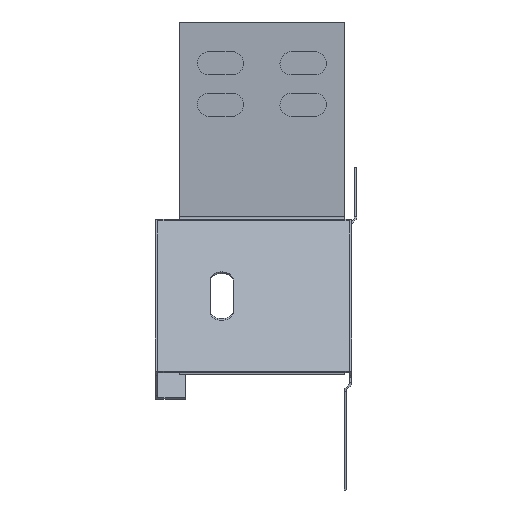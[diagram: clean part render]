
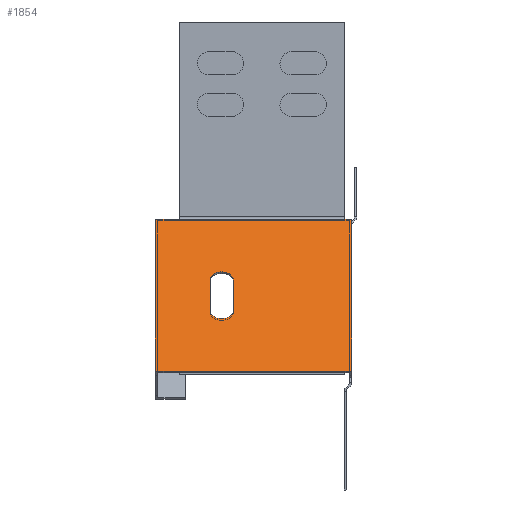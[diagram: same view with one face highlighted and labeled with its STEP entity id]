
A CAD part, left-side view. The second image highlights one B-rep face of the part: STEP entity #1854.
In plain terms, the highlighted planar face has unit normal (-0.707, 0, 0.707).
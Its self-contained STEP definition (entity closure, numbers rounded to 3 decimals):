
#50 = VECTOR ( 'NONE', #3704, 1000. ) ;
#88 = LINE ( 'NONE', #2394, #50 ) ;
#115 = ORIENTED_EDGE ( 'NONE', *, *, #4268, .T. ) ;
#131 = CARTESIAN_POINT ( 'NONE',  ( -195.371, 57., -62.053 ) ) ;
#177 = CARTESIAN_POINT ( 'NONE',  ( -66.659, 0., 66.659 ) ) ;
#178 = ORIENTED_EDGE ( 'NONE', *, *, #4469, .T. ) ;
#274 = CARTESIAN_POINT ( 'NONE',  ( -66.659, 58.7, 66.659 ) ) ;
#375 = AXIS2_PLACEMENT_3D ( 'NONE', #3090, #3436, #3462 ) ;
#409 = AXIS2_PLACEMENT_3D ( 'NONE', #4735, #4711, #4685 ) ;
#440 = DIRECTION ( 'NONE',  ( -0.707, 0., -0.707 ) ) ;
#694 = VERTEX_POINT ( 'NONE', #1215 ) ;
#703 = ORIENTED_EDGE ( 'NONE', *, *, #4481, .F. ) ;
#803 = ORIENTED_EDGE ( 'NONE', *, *, #1173, .T. ) ;
#819 = CARTESIAN_POINT ( 'NONE',  ( -195.371, 1.5, -62.053 ) ) ;
#820 = CARTESIAN_POINT ( 'NONE',  ( -176.986, 35.144, -43.668 ) ) ;
#886 = CARTESIAN_POINT ( 'NONE',  ( -195.371, 51.5, -62.053 ) ) ;
#908 = CARTESIAN_POINT ( 'NONE',  ( -195.371, 1., -62.053 ) ) ;
#955 = CARTESIAN_POINT ( 'NONE',  ( -149.409, 57., -16.091 ) ) ;
#1173 = EDGE_CURVE ( 'NONE', #5526, #4831, #6284, .T. ) ;
#1215 = CARTESIAN_POINT ( 'NONE',  ( -195.371, -0.7, -62.053 ) ) ;
#1578 = CARTESIAN_POINT ( 'NONE',  ( -149.409, 0., -16.091 ) ) ;
#1854 = ADVANCED_FACE ( 'NONE', ( #4162, #4108 ), #2205, .F. ) ;
#2046 = EDGE_LOOP ( 'NONE', ( #5170, #7699, #5495, #4705, #803 ) ) ;
#2066 = VERTEX_POINT ( 'NONE', #6601 ) ;
#2182 = DIRECTION ( 'NONE',  ( 0., 1., 0. ) ) ;
#2205 = PLANE ( 'NONE',  #3403 ) ;
#2394 = CARTESIAN_POINT ( 'NONE',  ( -195.371, 1., -62.053 ) ) ;
#2467 = CARTESIAN_POINT ( 'NONE',  ( -195.371, 0., -62.053 ) ) ;
#2499 = DIRECTION ( 'NONE',  ( 0.707, 0., 0.707 ) ) ;
#2531 = ORIENTED_EDGE ( 'NONE', *, *, #4439, .T. ) ;
#2620 = CARTESIAN_POINT ( 'NONE',  ( -149.409, 51.5, -16.091 ) ) ;
#2672 = ORIENTED_EDGE ( 'NONE', *, *, #4461, .F. ) ;
#2711 = VERTEX_POINT ( 'NONE', #7084 ) ;
#2715 = DIRECTION ( 'NONE',  ( 0., 1., 0. ) ) ;
#2769 = CARTESIAN_POINT ( 'NONE',  ( -149.409, 1.5, -16.091 ) ) ;
#3037 = DIRECTION ( 'NONE',  ( -0.707, 0., -0.707 ) ) ;
#3090 = CARTESIAN_POINT ( 'NONE',  ( -176.986, 38.644, -43.668 ) ) ;
#3116 = CARTESIAN_POINT ( 'NONE',  ( -195.371, 0., -62.053 ) ) ;
#3274 = CARTESIAN_POINT ( 'NONE',  ( -66.659, -0.7, 66.659 ) ) ;
#3318 = EDGE_LOOP ( 'NONE', ( #7029, #4914, #6392, #7876, #2531, #2672, #3844, #178, #5233, #703, #115, #3786 ) ) ;
#3388 = VERTEX_POINT ( 'NONE', #7330 ) ;
#3403 = AXIS2_PLACEMENT_3D ( 'NONE', #177, #7189, #440 ) ;
#3436 = DIRECTION ( 'NONE',  ( 0.707, 0., -0.707 ) ) ;
#3462 = DIRECTION ( 'NONE',  ( 0.5, 0.707, 0.5 ) ) ;
#3539 = CARTESIAN_POINT ( 'NONE',  ( -166.044, 41.119, -32.726 ) ) ;
#3694 = VECTOR ( 'NONE', #3857, 1000. ) ;
#3704 = DIRECTION ( 'NONE',  ( 0., -1., 0. ) ) ;
#3717 = LINE ( 'NONE', #3274, #3694 ) ;
#3733 = VERTEX_POINT ( 'NONE', #2769 ) ;
#3786 = ORIENTED_EDGE ( 'NONE', *, *, #4488, .F. ) ;
#3814 = AXIS2_PLACEMENT_3D ( 'NONE', #6725, #6779, #7571 ) ;
#3844 = ORIENTED_EDGE ( 'NONE', *, *, #4288, .T. ) ;
#3856 = VERTEX_POINT ( 'NONE', #7349 ) ;
#3857 = DIRECTION ( 'NONE',  ( 0.707, 0., 0.707 ) ) ;
#3946 = VERTEX_POINT ( 'NONE', #7298 ) ;
#4105 = DIRECTION ( 'NONE',  ( 0., -1., 0. ) ) ;
#4108 = FACE_OUTER_BOUND ( 'NONE', #3318, .T. ) ;
#4162 = FACE_BOUND ( 'NONE', #2046, .T. ) ;
#4212 = EDGE_CURVE ( 'NONE', #4780, #694, #88, .T. ) ;
#4240 = EDGE_CURVE ( 'NONE', #3388, #3856, #7916, .T. ) ;
#4268 = EDGE_CURVE ( 'NONE', #7340, #7426, #7900, .T. ) ;
#4288 = EDGE_CURVE ( 'NONE', #4490, #6256, #7782, .T. ) ;
#4297 = DIRECTION ( 'NONE',  ( 0., -1., 0. ) ) ;
#4332 = EDGE_CURVE ( 'NONE', #7081, #5526, #7615, .T. ) ;
#4372 = EDGE_CURVE ( 'NONE', #2711, #7081, #7522, .T. ) ;
#4402 = EDGE_CURVE ( 'NONE', #3946, #2711, #7461, .T. ) ;
#4425 = EDGE_CURVE ( 'NONE', #4831, #3946, #7343, .T. ) ;
#4438 = EDGE_CURVE ( 'NONE', #6900, #4780, #7266, .T. ) ;
#4439 = EDGE_CURVE ( 'NONE', #3388, #3733, #7329, .T. ) ;
#4461 = EDGE_CURVE ( 'NONE', #4490, #3733, #7213, .T. ) ;
#4469 = EDGE_CURVE ( 'NONE', #6256, #2066, #7231, .T. ) ;
#4479 = EDGE_CURVE ( 'NONE', #5256, #2066, #7130, .T. ) ;
#4481 = EDGE_CURVE ( 'NONE', #7340, #5256, #7151, .T. ) ;
#4488 = EDGE_CURVE ( 'NONE', #6900, #7426, #7076, .T. ) ;
#4490 = VERTEX_POINT ( 'NONE', #2620 ) ;
#4658 = CARTESIAN_POINT ( 'NONE',  ( -176.986, 42.144, -43.668 ) ) ;
#4685 = DIRECTION ( 'NONE',  ( 0.5, 0.707, 0.5 ) ) ;
#4705 = ORIENTED_EDGE ( 'NONE', *, *, #4332, .T. ) ;
#4711 = DIRECTION ( 'NONE',  ( 0.707, 0., -0.707 ) ) ;
#4735 = CARTESIAN_POINT ( 'NONE',  ( -167.794, 38.644, -34.476 ) ) ;
#4780 = VERTEX_POINT ( 'NONE', #908 ) ;
#4827 = DIRECTION ( 'NONE',  ( 0.707, 0., 0.707 ) ) ;
#4831 = VERTEX_POINT ( 'NONE', #7625 ) ;
#4850 = DIRECTION ( 'NONE',  ( 0., 1., 0. ) ) ;
#4881 = CARTESIAN_POINT ( 'NONE',  ( -195.371, 0., -62.053 ) ) ;
#4914 = ORIENTED_EDGE ( 'NONE', *, *, #4212, .T. ) ;
#5170 = ORIENTED_EDGE ( 'NONE', *, *, #4425, .T. ) ;
#5233 = ORIENTED_EDGE ( 'NONE', *, *, #4479, .F. ) ;
#5256 = VERTEX_POINT ( 'NONE', #7370 ) ;
#5419 = EDGE_CURVE ( 'NONE', #694, #3856, #3717, .T. ) ;
#5495 = ORIENTED_EDGE ( 'NONE', *, *, #4372, .T. ) ;
#5526 = VERTEX_POINT ( 'NONE', #3539 ) ;
#5537 = DIRECTION ( 'NONE',  ( 0., -1., 0. ) ) ;
#5829 = CARTESIAN_POINT ( 'NONE',  ( -167.794, 42.144, -34.476 ) ) ;
#5840 = CARTESIAN_POINT ( 'NONE',  ( -149.409, 57., -16.091 ) ) ;
#5859 = DIRECTION ( 'NONE',  ( 0., 1., 0. ) ) ;
#5911 = CARTESIAN_POINT ( 'NONE',  ( -149.409, 51.5, -16.091 ) ) ;
#5964 = DIRECTION ( 'NONE',  ( 0., 1., 0. ) ) ;
#6091 = CARTESIAN_POINT ( 'NONE',  ( -149.409, 0., -16.091 ) ) ;
#6256 = VERTEX_POINT ( 'NONE', #955 ) ;
#6284 = CIRCLE ( 'NONE', #3814, 3.5 ) ;
#6392 = ORIENTED_EDGE ( 'NONE', *, *, #5419, .T. ) ;
#6601 = CARTESIAN_POINT ( 'NONE',  ( -149.409, 58.7, -16.091 ) ) ;
#6725 = CARTESIAN_POINT ( 'NONE',  ( -167.794, 38.644, -34.476 ) ) ;
#6779 = DIRECTION ( 'NONE',  ( 0.707, 0., -0.707 ) ) ;
#6900 = VERTEX_POINT ( 'NONE', #819 ) ;
#7029 = ORIENTED_EDGE ( 'NONE', *, *, #4438, .T. ) ;
#7046 = VECTOR ( 'NONE', #4850, 1000. ) ;
#7069 = VECTOR ( 'NONE', #2499, 1000. ) ;
#7072 = VECTOR ( 'NONE', #2715, 1000. ) ;
#7076 = LINE ( 'NONE', #7886, #7046 ) ;
#7081 = VERTEX_POINT ( 'NONE', #5829 ) ;
#7084 = CARTESIAN_POINT ( 'NONE',  ( -176.986, 42.144, -43.668 ) ) ;
#7130 = LINE ( 'NONE', #274, #7069 ) ;
#7151 = LINE ( 'NONE', #2467, #7072 ) ;
#7168 = VECTOR ( 'NONE', #4297, 1000. ) ;
#7189 = DIRECTION ( 'NONE',  ( 0.707, 0., -0.707 ) ) ;
#7213 = LINE ( 'NONE', #5911, #7168 ) ;
#7218 = VECTOR ( 'NONE', #5859, 1000. ) ;
#7231 = LINE ( 'NONE', #5840, #7218 ) ;
#7236 = VECTOR ( 'NONE', #5537, 1000. ) ;
#7266 = LINE ( 'NONE', #3116, #7236 ) ;
#7298 = CARTESIAN_POINT ( 'NONE',  ( -176.986, 35.144, -43.668 ) ) ;
#7329 = LINE ( 'NONE', #6091, #7431 ) ;
#7330 = CARTESIAN_POINT ( 'NONE',  ( -149.409, 1., -16.091 ) ) ;
#7335 = VECTOR ( 'NONE', #3037, 1000. ) ;
#7340 = VERTEX_POINT ( 'NONE', #131 ) ;
#7343 = LINE ( 'NONE', #820, #7335 ) ;
#7349 = CARTESIAN_POINT ( 'NONE',  ( -149.409, -0.7, -16.091 ) ) ;
#7370 = CARTESIAN_POINT ( 'NONE',  ( -195.371, 58.7, -62.053 ) ) ;
#7426 = VERTEX_POINT ( 'NONE', #886 ) ;
#7431 = VECTOR ( 'NONE', #5964, 1000. ) ;
#7461 = CIRCLE ( 'NONE', #375, 3.5 ) ;
#7501 = VECTOR ( 'NONE', #4827, 1000. ) ;
#7522 = LINE ( 'NONE', #4658, #7501 ) ;
#7571 = DIRECTION ( 'NONE',  ( 0.5, 0.707, 0.5 ) ) ;
#7615 = CIRCLE ( 'NONE', #409, 3.5 ) ;
#7625 = CARTESIAN_POINT ( 'NONE',  ( -167.794, 35.144, -34.476 ) ) ;
#7651 = DIRECTION ( 'NONE',  ( 0., -1., 0. ) ) ;
#7698 = VECTOR ( 'NONE', #2182, 1000. ) ;
#7699 = ORIENTED_EDGE ( 'NONE', *, *, #4402, .T. ) ;
#7708 = CARTESIAN_POINT ( 'NONE',  ( -149.409, 0., -16.091 ) ) ;
#7782 = LINE ( 'NONE', #1578, #7698 ) ;
#7876 = ORIENTED_EDGE ( 'NONE', *, *, #4240, .F. ) ;
#7886 = CARTESIAN_POINT ( 'NONE',  ( -195.371, 1.5, -62.053 ) ) ;
#7900 = LINE ( 'NONE', #4881, #7933 ) ;
#7909 = VECTOR ( 'NONE', #7651, 1000. ) ;
#7916 = LINE ( 'NONE', #7708, #7909 ) ;
#7933 = VECTOR ( 'NONE', #4105, 1000. ) ;
